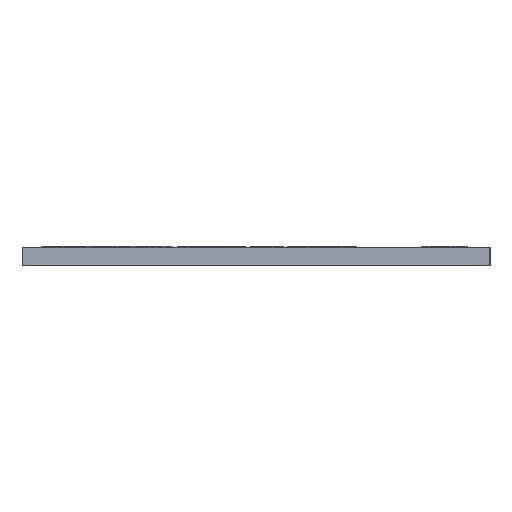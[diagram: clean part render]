
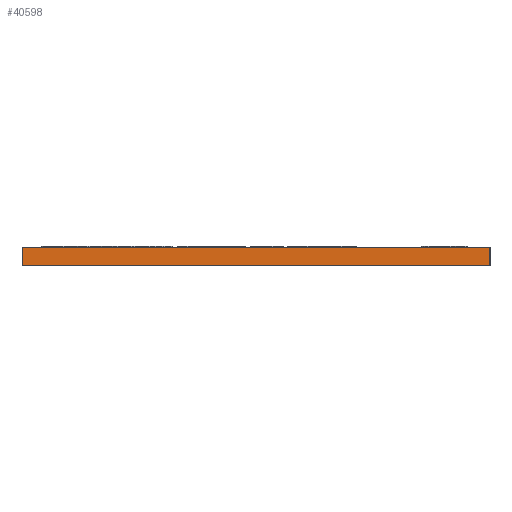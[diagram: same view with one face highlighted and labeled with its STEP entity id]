
A CAD part, left-side view. The second image highlights one B-rep face of the part: STEP entity #40598.
In plain terms, the highlighted planar face has unit normal (-1, 0, 0).
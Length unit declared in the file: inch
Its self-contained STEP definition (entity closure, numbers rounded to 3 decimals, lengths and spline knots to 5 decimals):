
#39048=CARTESIAN_POINT('',(0.0,0.0,0.00197));
#39049=VERTEX_POINT('',#39048);
#39064=CARTESIAN_POINT('',(0.,0.04921,0.00197));
#39065=VERTEX_POINT('',#39064);
#39072=CARTESIAN_POINT('',(0.,0.0,0.00197));
#39073=DIRECTION('',(0.0,1.0,0.0));
#39074=VECTOR('',#39073,0.04921);
#39075=LINE('',#39072,#39074);
#39076=EDGE_CURVE('',#39049,#39065,#39075,.T.);
#40550=CARTESIAN_POINT('',(0.0,0.0,0.0));
#40551=VERTEX_POINT('',#40550);
#40552=CARTESIAN_POINT('',(0.0,0.0,0.0));
#40553=DIRECTION('',(0.0,0.0,1.0));
#40554=VECTOR('',#40553,0.00197);
#40555=LINE('',#40552,#40554);
#40556=EDGE_CURVE('',#40551,#39049,#40555,.T.);
#40575=CARTESIAN_POINT('',(0.0,0.0,0.0));
#40576=DIRECTION('',(-1.0,0.0,0.0));
#40577=DIRECTION('',(0.0,0.0,1.0));
#40578=AXIS2_PLACEMENT_3D('',#40575,#40576,#40577);
#40579=PLANE('',#40578);
#40580=ORIENTED_EDGE('',*,*,#39076,.T.);
#40581=CARTESIAN_POINT('',(0.,0.04921,0.0));
#40582=VERTEX_POINT('',#40581);
#40583=CARTESIAN_POINT('',(0.,0.04921,0.0));
#40584=DIRECTION('',(0.0,0.0,1.0));
#40585=VECTOR('',#40584,0.00197);
#40586=LINE('',#40583,#40585);
#40587=EDGE_CURVE('',#40582,#39065,#40586,.T.);
#40588=ORIENTED_EDGE('',*,*,#40587,.F.);
#40589=CARTESIAN_POINT('',(0.,0.04921,0.0));
#40590=DIRECTION('',(0.0,-1.0,0.0));
#40591=VECTOR('',#40590,0.04921);
#40592=LINE('',#40589,#40591);
#40593=EDGE_CURVE('',#40582,#40551,#40592,.T.);
#40594=ORIENTED_EDGE('',*,*,#40593,.T.);
#40595=ORIENTED_EDGE('',*,*,#40556,.T.);
#40596=EDGE_LOOP('',(#40580,#40588,#40594,#40595));
#40597=FACE_OUTER_BOUND('',#40596,.T.);
#40598=ADVANCED_FACE('',(#40597),#40579,.T.);
